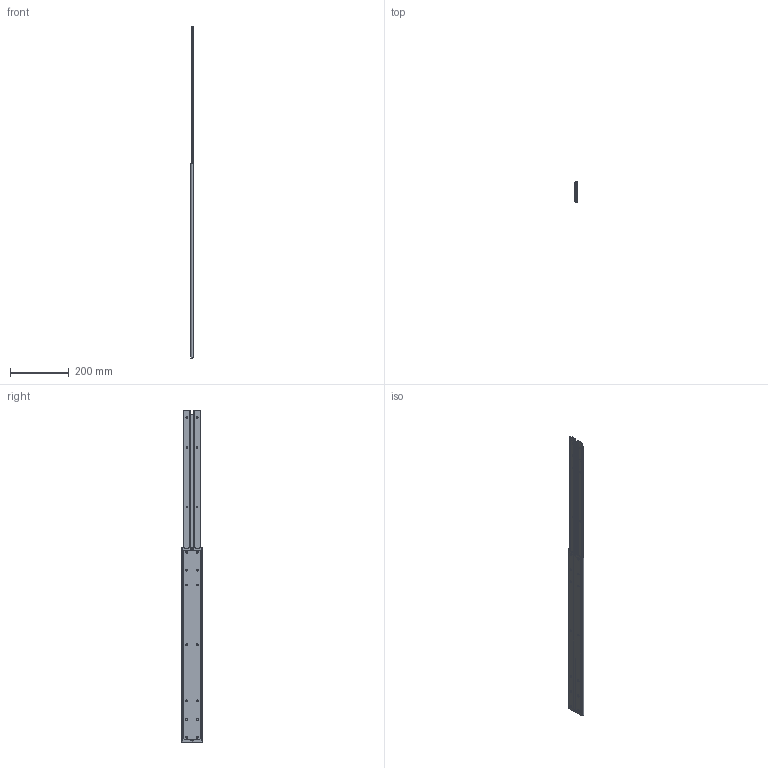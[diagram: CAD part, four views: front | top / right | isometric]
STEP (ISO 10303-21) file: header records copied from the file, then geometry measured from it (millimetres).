
FILE_DESCRIPTION (( 'STEP AP203' ), '1' );
FILE_NAME ('U61_26.STEP', '2022-04-18T08:22:13', ( '' ), ( '' ), 'SwSTEP 2.0', 'SolidWorks 2019', '' );
FILE_SCHEMA (( 'CONFIG_CONTROL_DESIGN' ));
Length unit declared in the file: millimetre
Products named in the file (5): IM-26継板  ; OM U61-26; IM U61-26; U61_26; OM-26継板 
Assembly tree (6 placements, depth 2):
  U61_26
    OM U61-26  x2
    OM-26継板 
    IM U61-26  x2
    IM-26継板  
Bounding box: 12.5 x 71.18 x 1128.35 mm (x, y, z)
Volume: 269061.7 mm3; surface area: 372565.3 mm2
Topology: 6 solids, 6 shells, 342 faces, 986 edges, 656 vertices
Faces by surface type: cylinder 194, plane 148
Entity records: 8084 total; most frequent: CARTESIAN_POINT 1459, DIRECTION 1303, ORIENTED_EDGE 1250, EDGE_CURVE 625, AXIS2_PLACEMENT_3D 484, VERTEX_POINT 416, VECTOR 335, LINE 335
